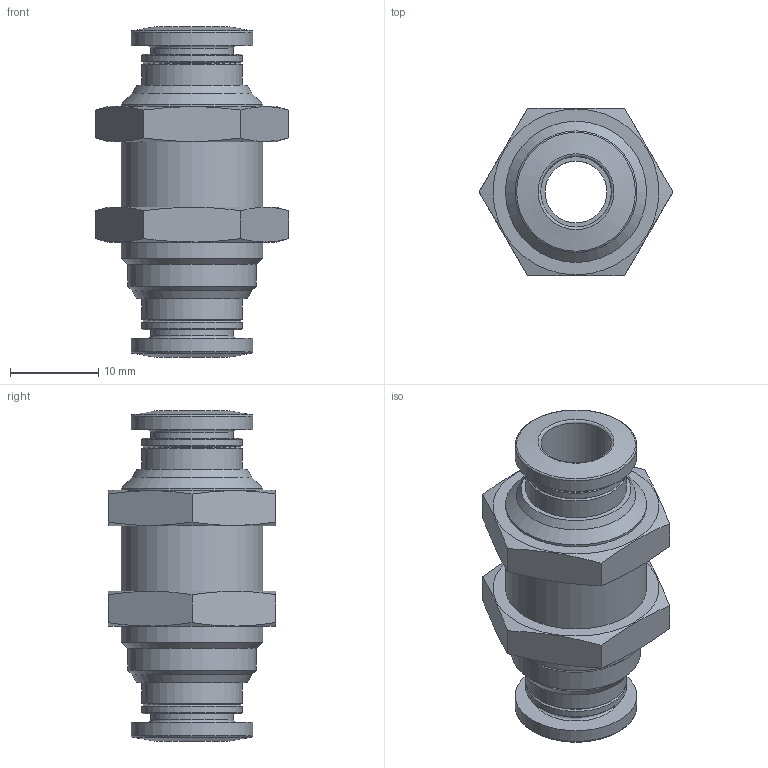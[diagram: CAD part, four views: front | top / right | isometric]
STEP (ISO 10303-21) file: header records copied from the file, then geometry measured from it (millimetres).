
FILE_DESCRIPTION(/* description */ ('STEP AP214'),/* implementation_level */ '2;1');
FILE_NAME(/* name */ '130790_QSS-8-50',/* time_stamp */ '2024-09-14T15:43:54+02:00',/* author */ ('License CC BY-ND 4.0'),/* organization */ ('CADENAS'),/* preprocessor_version */ 'ST-DEVELOPER v19.3',/* originating_system */ 'PARTsolutions',/* authorisation */ ' ');
FILE_SCHEMA (('AUTOMOTIVE_DESIGN {1 0 10303 214 3 1 1}'));
Length unit declared in the file: millimetre
Products named in the file (3): 130790 QSS-8-50; 130790 QSS-8-50---(part); Flachmutter M16X1-4-19
Assembly tree (3 placements, depth 2):
  130790 QSS-8-50
    130790 QSS-8-50---(part)
    Flachmutter M16X1-4-19  x2
Bounding box: 21.94 x 19 x 37.4 mm (x, y, z)
Volume: 5210.5 mm3; surface area: 4465.6 mm2
Topology: 3 solids, 3 shells, 66 faces, 134 edges, 80 vertices
Faces by surface type: plane 24, cone 21, cylinder 15, torus 6
Full cylindrical faces by diameter (mm): 7 x1, 8 x2, 9.4 x2, 11.4 x4, 13.8 x2, 14.6 x1, 14.917 x2, 16 x1
Entity records: 1522 total; most frequent: CARTESIAN_POINT 227, DIRECTION 212, ORIENTED_EDGE 128, AXIS2_PLACEMENT_3D 103, EDGE_LOOP 100, FACE_BOUND 100, EDGE_CURVE 64, VERTEX_POINT 58
